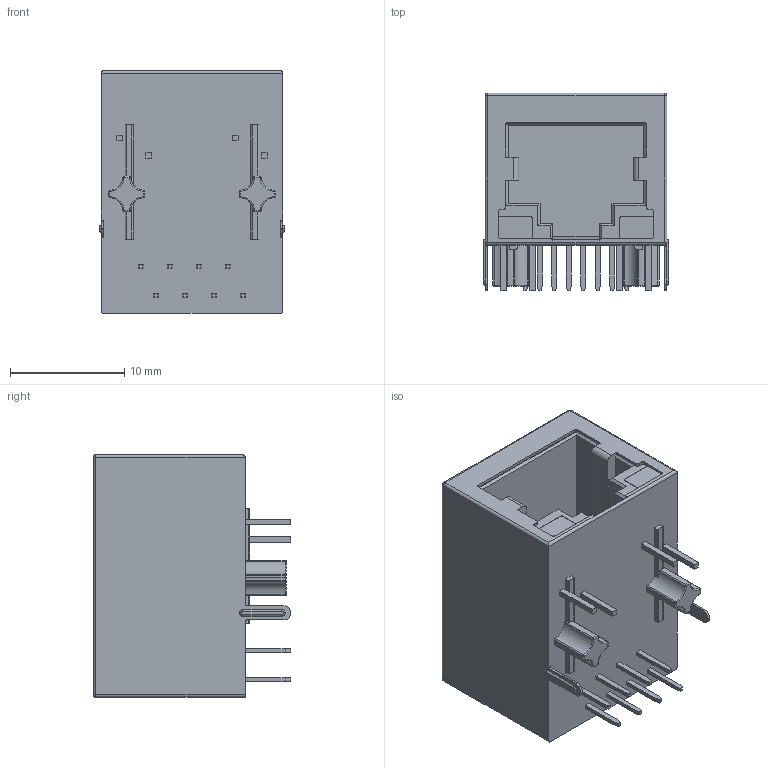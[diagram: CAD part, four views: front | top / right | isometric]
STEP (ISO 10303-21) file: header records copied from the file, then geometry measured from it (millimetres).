
FILE_DESCRIPTION (( 'STEP AP203' ), '1' );
FILE_NAME ('LPJ0013BHNL.STEP', '2022-09-23T06:42:06', ( 'Windows 蚚誧' ), ( 'Microsoft' ), 'SwSTEP 2.0', 'SolidWorks 2020', '' );
FILE_SCHEMA (( 'CONFIG_CONTROL_DESIGN' ));
Length unit declared in the file: millimetre
Products named in the file (1): LPJ0013BHNL
Bounding box: 16.23 x 17.3 x 21.25 mm (x, y, z)
Volume: 3632.5 mm3; surface area: 2295.1 mm2
Topology: 1 solids, 1 shells, 303 faces, 839 edges, 544 vertices
Faces by surface type: plane 178, cylinder 81, sphere 20, torus 16, bspline 8
Entity records: 9937 total; most frequent: CARTESIAN_POINT 2208, ORIENTED_EDGE 1638, DIRECTION 1545, EDGE_CURVE 819, VERTEX_POINT 544, AXIS2_PLACEMENT_3D 518, VECTOR 509, LINE 509
